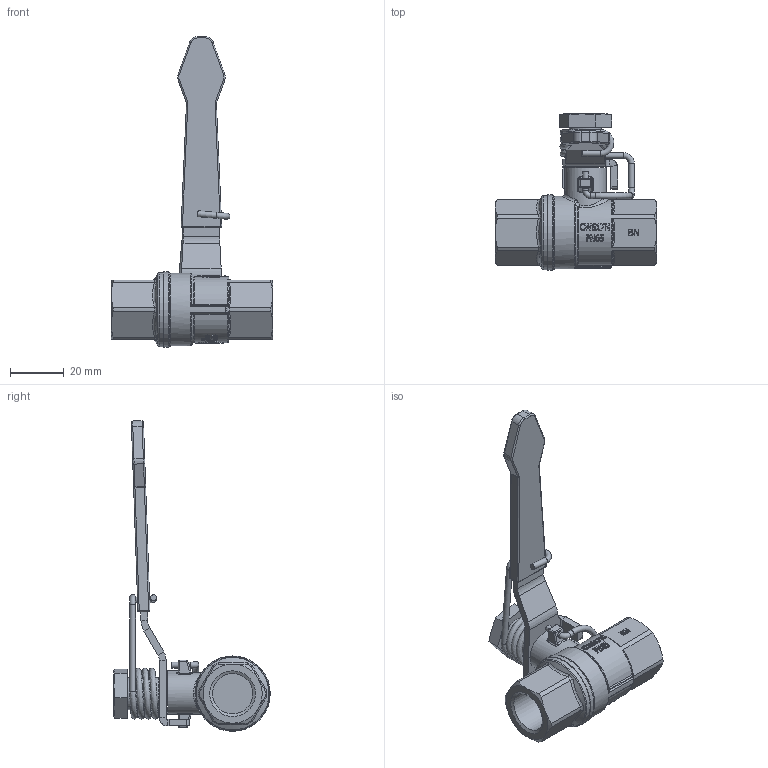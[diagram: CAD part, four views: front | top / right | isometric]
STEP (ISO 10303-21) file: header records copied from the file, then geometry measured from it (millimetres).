
FILE_DESCRIPTION(/* description */ (''),/* implementation_level */ '2;1');
FILE_NAME(/* name */ '960_960F_10.stp',/* time_stamp */ '2021-09-22T16:30:55+02:00',/* author */ ('sga-ext'),/* organization */ (''),/* preprocessor_version */ 'ST-DEVELOPER v18.1',/* originating_system */ 'Autodesk Inventor 2021',/* authorisation */ '');
FILE_SCHEMA (('AUTOMOTIVE_DESIGN { 1 0 10303 214 3 1 1 }'));
Length unit declared in the file: millimetre
Products named in the file (1): ENG-070207
Bounding box: 60 x 58.2 x 115.48 mm (x, y, z)
Volume: 34936.2 mm3; surface area: 15303.2 mm2
Topology: 1 solids, 1 shells, 696 faces, 1810 edges, 1146 vertices
Faces by surface type: bspline 249, plane 232, cylinder 132, torus 41, cone 26, sphere 16
Full cylindrical faces by diameter (mm): 2.2 x9, 8.98 x1, 12 x1, 14.95 x2, 15.5 x1, 27 x1, 27.5 x1, 28 x1
Entity records: 29537 total; most frequent: CARTESIAN_POINT 13709, ORIENTED_EDGE 3588, DIRECTION 2565, EDGE_CURVE 1794, VERTEX_POINT 1146, AXIS2_PLACEMENT_3D 905, LINE 755, VECTOR 755
